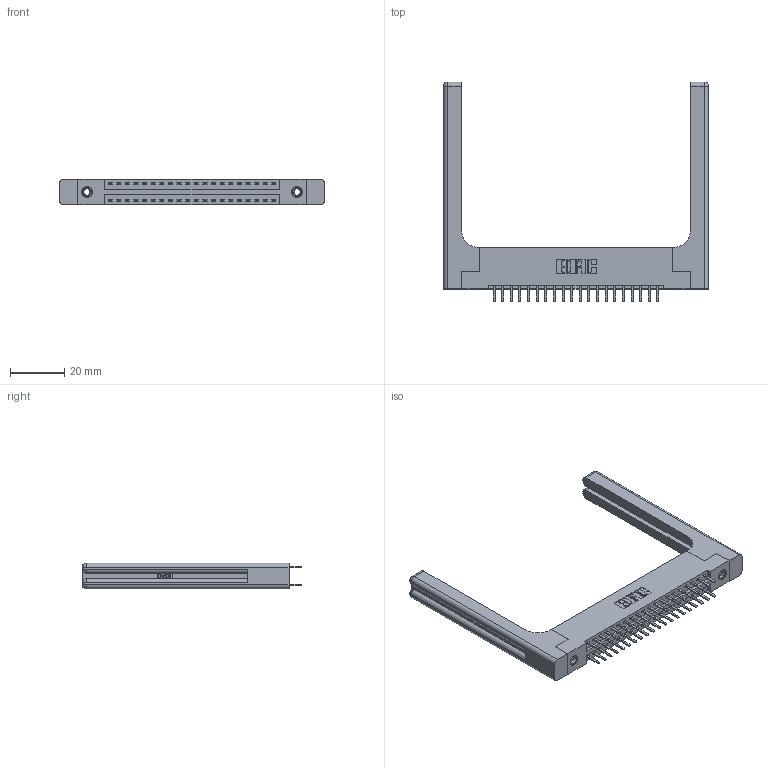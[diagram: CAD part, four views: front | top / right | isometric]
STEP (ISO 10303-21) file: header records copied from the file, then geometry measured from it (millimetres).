
FILE_DESCRIPTION (( 'STEP AP203' ), '1' );
FILE_NAME ('396-040-520-258.STEP', '2019-10-30T08:33:18', ( '' ), ( '' ), 'SwSTEP 2.0', 'SolidWorks 2016', '' );
FILE_SCHEMA (( 'CONFIG_CONTROL_DESIGN' ));
Length unit declared in the file: inch
Products named in the file (5): 346-220-058_345-220-058; 346 Part_Flush Mounting Lugs - 0.156 Dia-TH; 345-250-001_345-250-001-102; 396-040-520-258; 345-292-001_345-293-120
Assembly tree (45 placements, depth 2):
  396-040-520-258
    346 Part_Flush Mounting Lugs - 0.156 Dia-TH
    345-292-001_345-293-120  x40
    345-250-001_345-250-001-102  x2
    346-220-058_345-220-058  x2
Bounding box: 97.56 x 80.98 x 9.4 mm (x, y, z)
Volume: 16819.2 mm3; surface area: 17403.6 mm2
Topology: 45 solids, 45 shells, 2618 faces, 7515 edges, 4882 vertices
Faces by surface type: plane 1704, cylinder 854, bspline 36, cone 12, sphere 8, torus 4
Entity records: 21310 total; most frequent: CARTESIAN_POINT 4561, ORIENTED_EDGE 3280, DIRECTION 2992, EDGE_CURVE 1640, VECTOR 1332, LINE 1332, VERTEX_POINT 1082, AXIS2_PLACEMENT_3D 830
